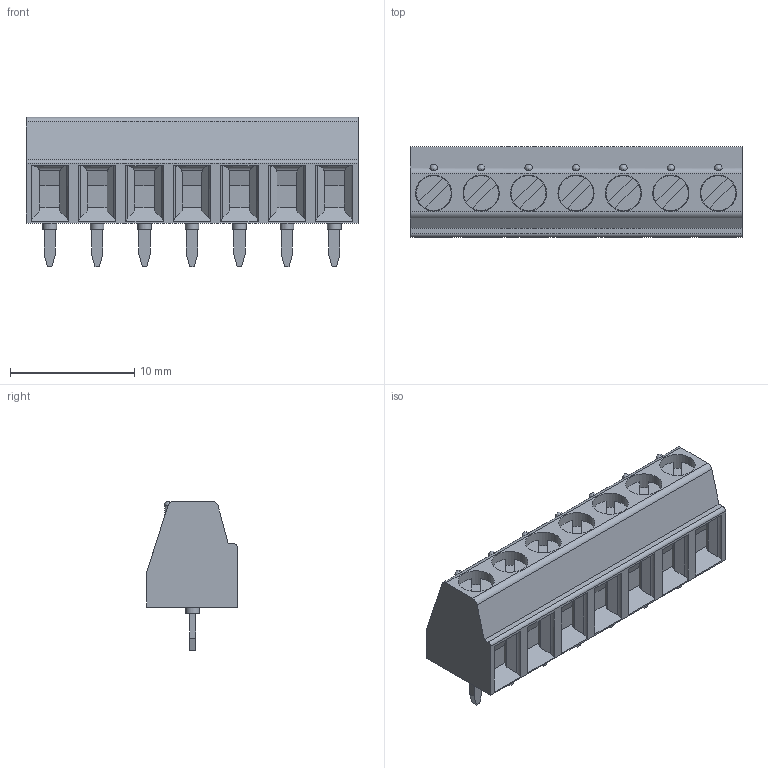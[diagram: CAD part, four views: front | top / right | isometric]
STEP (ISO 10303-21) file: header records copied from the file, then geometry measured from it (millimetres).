
FILE_DESCRIPTION(/* description */ (''),/* implementation_level */ '2;1');
FILE_NAME(/* name */ 'PHOENIX_1727065.stp',/* time_stamp */ '2017-08-30T10:26:38+02:00',/* author */ ('jchouvet'),/* organization */ (''),/* preprocessor_version */ 'ST-DEVELOPER v16.1',/* originating_system */ 'AutoCAD Mechanical',/* authorisation */ '');
FILE_SCHEMA (('AUTOMOTIVE_DESIGN { 1 0 10303 214 3 1 1 }'));
Length unit declared in the file: millimetre
Products named in the file (1): Product
Bounding box: 26.67 x 7.3 x 12 mm (x, y, z)
Volume: 1304.4 mm3; surface area: 1360.7 mm2
Topology: 29 solids, 29 shells, 334 faces, 838 edges, 566 vertices
Faces by surface type: plane 257, cylinder 63, cone 7, bspline 7
Full cylindrical faces by diameter (mm): 0.457 x1, 1.1 x7, 2.8 x7, 2.9 x7
Entity records: 11090 total; most frequent: CARTESIAN_POINT 3108, DIRECTION 1611, ORIENTED_EDGE 1588, EDGE_CURVE 794, LINE 577, VECTOR 577, VERTEX_POINT 558, AXIS2_PLACEMENT_3D 517
